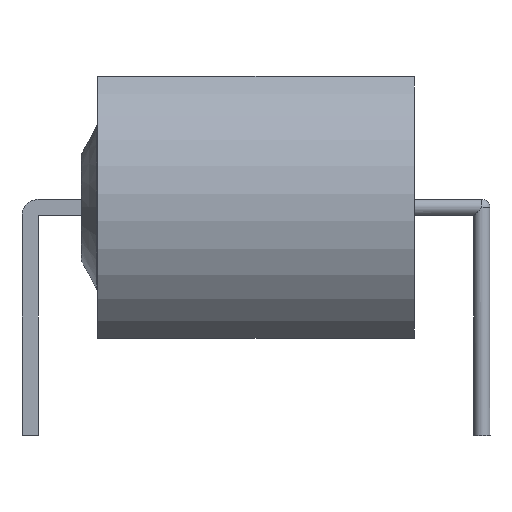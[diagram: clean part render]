
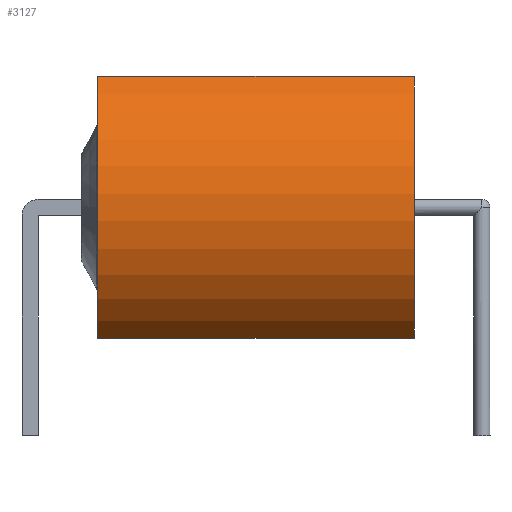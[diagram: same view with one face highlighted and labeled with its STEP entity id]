
A CAD part, front view. The second image highlights one B-rep face of the part: STEP entity #3127.
In plain terms, the highlighted cylindrical face has radius 4.95 mm (diameter 9.9 mm), a partial arc.
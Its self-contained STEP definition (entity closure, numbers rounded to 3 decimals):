
#53=CIRCLE('',#3325,4.95);
#54=CIRCLE('',#3329,4.95);
#86=CYLINDRICAL_SURFACE('',#3328,4.95);
#276=FACE_OUTER_BOUND('',#465,.T.);
#465=EDGE_LOOP('',(#2386,#2387,#2388,#2389));
#656=LINE('',#4544,#1000);
#727=LINE('',#4711,#1071);
#1000=VECTOR('',#3572,10.);
#1071=VECTOR('',#3727,10.);
#1342=VERTEX_POINT('',#4542);
#1343=VERTEX_POINT('',#4543);
#1396=VERTEX_POINT('',#4704);
#1397=VERTEX_POINT('',#4709);
#1677=EDGE_CURVE('',#1342,#1343,#656,.T.);
#1757=EDGE_CURVE('',#1396,#1343,#53,.T.);
#1759=EDGE_CURVE('',#1396,#1397,#727,.T.);
#1760=EDGE_CURVE('',#1342,#1397,#54,.T.);
#2386=ORIENTED_EDGE('',*,*,#1759,.T.);
#2387=ORIENTED_EDGE('',*,*,#1760,.F.);
#2388=ORIENTED_EDGE('',*,*,#1677,.T.);
#2389=ORIENTED_EDGE('',*,*,#1757,.F.);
#3127=ADVANCED_FACE('',(#276),#86,.T.);
#3325=AXIS2_PLACEMENT_3D('',#4706,#3720,#3721);
#3328=AXIS2_PLACEMENT_3D('',#4712,#3728,#3729);
#3329=AXIS2_PLACEMENT_3D('',#4713,#3730,#3731);
#3572=DIRECTION('',(-1.,0.,0.));
#3720=DIRECTION('center_axis',(-1.,0.,0.));
#3721=DIRECTION('ref_axis',(0.,-0.575,0.818));
#3727=DIRECTION('',(1.,0.,0.));
#3728=DIRECTION('center_axis',(1.,0.,0.));
#3729=DIRECTION('ref_axis',(0.,-0.575,0.818));
#3730=DIRECTION('center_axis',(1.,0.,0.));
#3731=DIRECTION('ref_axis',(0.,-0.575,0.818));
#4542=CARTESIAN_POINT('',(4.9,-2.846,8.1));
#4543=CARTESIAN_POINT('',(-4.9,-2.846,8.1));
#4544=CARTESIAN_POINT('',(0.,-2.846,8.1));
#4704=CARTESIAN_POINT('',(-4.9,-2.846,0.));
#4706=CARTESIAN_POINT('Origin',(-4.9,0.,4.05));
#4709=CARTESIAN_POINT('',(4.9,-2.846,0.));
#4711=CARTESIAN_POINT('',(0.,-2.846,0.));
#4712=CARTESIAN_POINT('Origin',(0.,0.,4.05));
#4713=CARTESIAN_POINT('Origin',(4.9,0.,4.05));
